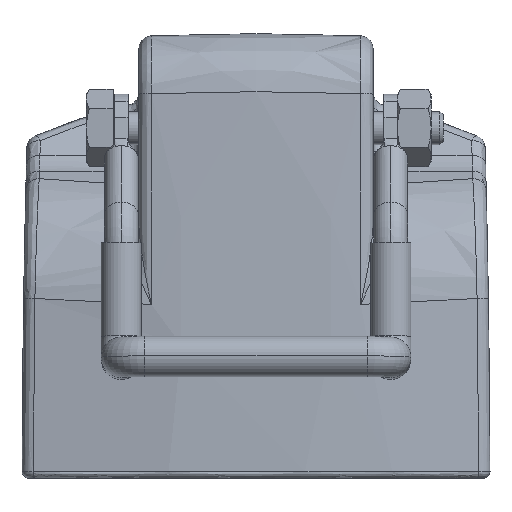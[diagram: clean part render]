
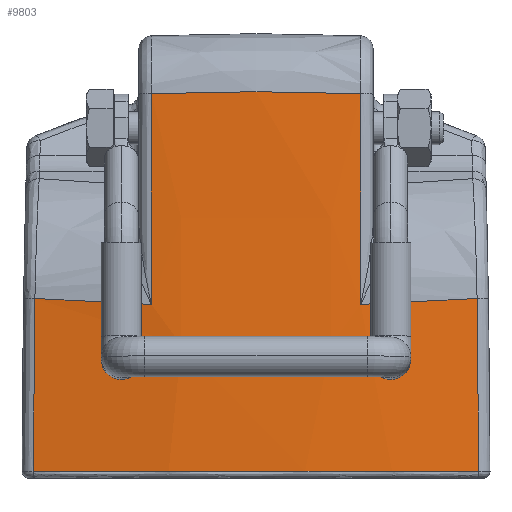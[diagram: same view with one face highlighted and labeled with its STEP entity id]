
A CAD part, top view. The second image highlights one B-rep face of the part: STEP entity #9803.
In plain terms, the highlighted free-form (B-spline) face has degree [3, 3] with [4, 4] control points.
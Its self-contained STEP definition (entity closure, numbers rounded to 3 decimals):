
#8 =( BOUNDED_CURVE ( )  B_SPLINE_CURVE ( 3, ( #1761, #3315, #186, #8007 ),
 .UNSPECIFIED., .F., .F. ) 
 B_SPLINE_CURVE_WITH_KNOTS ( ( 4, 4 ),
 ( 0., 0.031 ),
 .UNSPECIFIED. ) 
 CURVE ( )  GEOMETRIC_REPRESENTATION_ITEM ( )  RATIONAL_B_SPLINE_CURVE ( ( 0.992, 0.992, 0.992, 0.992 ) ) 
 REPRESENTATION_ITEM ( '' )  );
#64 = CARTESIAN_POINT ( 'NONE',  ( 5.526, -50.986, 14.78 ) ) ;
#118 = VERTEX_POINT ( 'NONE', #1076 ) ;
#119 = CARTESIAN_POINT ( 'NONE',  ( -22.116, -50.986, 13.704 ) ) ;
#186 = CARTESIAN_POINT ( 'NONE',  ( 15.553, -5.337, 13.117 ) ) ;
#354 = CARTESIAN_POINT ( 'NONE',  ( -15.553, 5.094, 12.679 ) ) ;
#403 = CARTESIAN_POINT ( 'NONE',  ( 15.553, 5.094, 12.679 ) ) ;
#498 = CARTESIAN_POINT ( 'NONE',  ( 13.51, 20.049, 13.937 ) ) ;
#539 = CARTESIAN_POINT ( 'NONE',  ( 40., -59.984, 10.959 ) ) ;
#808 = CARTESIAN_POINT ( 'NONE',  ( 21.346, -26.018, 13.296 ) ) ;
#844 = CARTESIAN_POINT ( 'NONE',  ( 27.113, -25.722, 12.595 ) ) ;
#889 = EDGE_CURVE ( 'NONE', #1132, #9602, #1633, .T. ) ;
#922 = CARTESIAN_POINT ( 'NONE',  ( -15.553, -26.208, 13.747 ) ) ;
#1076 = CARTESIAN_POINT ( 'NONE',  ( -32.833, -25.321, 11.646 ) ) ;
#1131 = CARTESIAN_POINT ( 'NONE',  ( -32.833, -25.321, 11.646 ) ) ;
#1132 = VERTEX_POINT ( 'NONE', #3144 ) ;
#1161 = EDGE_CURVE ( 'NONE', #5182, #1655, #4601, .T. ) ;
#1455 = ORIENTED_EDGE ( 'NONE', *, *, #2049, .T. ) ;
#1602 = ORIENTED_EDGE ( 'NONE', *, *, #1161, .T. ) ;
#1633 = B_SPLINE_CURVE_WITH_KNOTS ( 'NONE', 3,
 ( #4752, #8606, #119, #8640, #5510, #7836, #4697, #3974, #64, #6281, #4802, #2525, #5456, #8582 ),
 .UNSPECIFIED., .F., .F.,
 ( 4, 2, 2, 2, 2, 2, 4 ),
 ( 0., 0.017, 0.025, 0.033, 0.041, 0.05, 0.066 ),
 .UNSPECIFIED. ) ;
#1655 = VERTEX_POINT ( 'NONE', #6424 ) ;
#1761 = CARTESIAN_POINT ( 'NONE',  ( 15.553, -26.208, 13.747 ) ) ;
#1823 = CARTESIAN_POINT ( 'NONE',  ( -40., -59.984, 10.959 ) ) ;
#1859 = CARTESIAN_POINT ( 'NONE',  ( -5.195, 5.379, 13.264 ) ) ;
#2002 = CARTESIAN_POINT ( 'NONE',  ( 33.076, -50.987, 12.124 ) ) ;
#2049 = EDGE_CURVE ( 'NONE', #1655, #6580, #8, .T. ) ;
#2118 = CARTESIAN_POINT ( 'NONE',  ( 13.51, -6.618, 15.259 ) ) ;
#2190 = CARTESIAN_POINT ( 'NONE',  ( -15.553, -5.337, 13.117 ) ) ;
#2371 = FACE_OUTER_BOUND ( 'NONE', #9837, .T. ) ;
#2380 = EDGE_CURVE ( 'NONE', #5288, #5926, #8255, .T. ) ;
#2473 = CARTESIAN_POINT ( 'NONE',  ( 15.553, 5.094, 12.679 ) ) ;
#2525 = CARTESIAN_POINT ( 'NONE',  ( 22.108, -50.986, 13.705 ) ) ;
#2795 = CARTESIAN_POINT ( 'NONE',  ( 40., -6.74, 9.935 ) ) ;
#2988 = ORIENTED_EDGE ( 'NONE', *, *, #7122, .T. ) ;
#3144 = CARTESIAN_POINT ( 'NONE',  ( -33.076, -50.987, 12.124 ) ) ;
#3278 = CARTESIAN_POINT ( 'NONE',  ( 32.833, -25.321, 11.646 ) ) ;
#3315 = CARTESIAN_POINT ( 'NONE',  ( 15.553, -15.771, 13.473 ) ) ;
#3317 = CARTESIAN_POINT ( 'NONE',  ( 33.05, -42.43, 12.011 ) ) ;
#3448 = CARTESIAN_POINT ( 'NONE',  ( -10.379, 5.284, 13.069 ) ) ;
#3543 = CARTESIAN_POINT ( 'NONE',  ( 13.51, -60.005, 16.283 ) ) ;
#3594 = ORIENTED_EDGE ( 'NONE', *, *, #889, .T. ) ;
#3681 = CARTESIAN_POINT ( 'NONE',  ( -15.553, -26.208, 13.747 ) ) ;
#3974 = CARTESIAN_POINT ( 'NONE',  ( 2.759, -50.986, 14.837 ) ) ;
#3989 = CARTESIAN_POINT ( 'NONE',  ( 32.833, -25.321, 11.646 ) ) ;
#4161 = CARTESIAN_POINT ( 'NONE',  ( 5.195, 5.379, 13.264 ) ) ;
#4395 = CARTESIAN_POINT ( 'NONE',  ( -32.969, -33.874, 11.852 ) ) ;
#4452 = CARTESIAN_POINT ( 'NONE',  ( -15.553, 5.094, 12.679 ) ) ;
#4601 = B_SPLINE_CURVE_WITH_KNOTS ( 'NONE', 3,
 ( #3989, #844, #808, #7766 ),
 .UNSPECIFIED., .F., .F.,
 ( 4, 4 ),
 ( 0.002, 0.019 ),
 .UNSPECIFIED. ) ;
#4697 = CARTESIAN_POINT ( 'NONE',  ( -2.777, -50.986, 14.837 ) ) ;
#4752 = CARTESIAN_POINT ( 'NONE',  ( -33.076, -50.987, 12.124 ) ) ;
#4802 = CARTESIAN_POINT ( 'NONE',  ( 13.827, -50.986, 14.384 ) ) ;
#4837 =( BOUNDED_SURFACE ( )  B_SPLINE_SURFACE ( 3, 3, ( 
 ( #1823, #9764, #5049, #5123 ),
 ( #8318, #5149, #5843, #9011 ),
 ( #3543, #8191, #2118, #498 ),
 ( #539, #7418, #2795, #6621 ) ),
 .UNSPECIFIED., .F., .F., .T. ) 
 B_SPLINE_SURFACE_WITH_KNOTS ( ( 4, 4 ),
 ( 4, 4 ),
 ( 0., 1. ),
 ( 0., 1. ),
 .UNSPECIFIED. ) 
 GEOMETRIC_REPRESENTATION_ITEM ( )  RATIONAL_B_SPLINE_SURFACE ( (
 ( 1., 1., 1., 1.),
 ( 0.987, 0.987, 0.987, 0.987),
 ( 0.987, 0.987, 0.987, 0.987),
 ( 1., 1., 1., 1.) ) ) 
 REPRESENTATION_ITEM ( '' )  SURFACE ( )  );
#4897 = ORIENTED_EDGE ( 'NONE', *, *, #8265, .T. ) ;
#5049 = CARTESIAN_POINT ( 'NONE',  ( -40., -6.74, 9.935 ) ) ;
#5102 = CARTESIAN_POINT ( 'NONE',  ( -33.05, -42.43, 12.011 ) ) ;
#5123 = CARTESIAN_POINT ( 'NONE',  ( -40., 19.855, 8.616 ) ) ;
#5149 = CARTESIAN_POINT ( 'NONE',  ( -13.51, -33.307, 16.041 ) ) ;
#5182 = VERTEX_POINT ( 'NONE', #6506 ) ;
#5204 = B_SPLINE_CURVE_WITH_KNOTS ( 'NONE', 3,
 ( #1131, #4395, #5102, #7432 ),
 .UNSPECIFIED., .F., .F.,
 ( 4, 4 ),
 ( 0., 0.026 ),
 .UNSPECIFIED. ) ;
#5277 = EDGE_CURVE ( 'NONE', #118, #1132, #5204, .T. ) ;
#5288 = VERTEX_POINT ( 'NONE', #354 ) ;
#5456 = CARTESIAN_POINT ( 'NONE',  ( 27.607, -50.986, 13.027 ) ) ;
#5508 = B_SPLINE_CURVE_WITH_KNOTS ( 'NONE', 3,
 ( #2002, #3317, #5625, #3278 ),
 .UNSPECIFIED., .F., .F.,
 ( 4, 4 ),
 ( 0.001, 0.027 ),
 .UNSPECIFIED. ) ;
#5510 = CARTESIAN_POINT ( 'NONE',  ( -11.083, -50.986, 14.553 ) ) ;
#5524 = CARTESIAN_POINT ( 'NONE',  ( -15.553, -26.208, 13.747 ) ) ;
#5625 = CARTESIAN_POINT ( 'NONE',  ( 32.969, -33.874, 11.852 ) ) ;
#5709 = CARTESIAN_POINT ( 'NONE',  ( -15.553, 5.094, 12.679 ) ) ;
#5843 = CARTESIAN_POINT ( 'NONE',  ( -13.51, -6.618, 15.259 ) ) ;
#5926 = VERTEX_POINT ( 'NONE', #5524 ) ;
#6281 = CARTESIAN_POINT ( 'NONE',  ( 11.059, -50.986, 14.554 ) ) ;
#6304 = ORIENTED_EDGE ( 'NONE', *, *, #2380, .T. ) ;
#6413 = CARTESIAN_POINT ( 'NONE',  ( -32.833, -25.321, 11.646 ) ) ;
#6424 = CARTESIAN_POINT ( 'NONE',  ( 15.553, -26.208, 13.747 ) ) ;
#6506 = CARTESIAN_POINT ( 'NONE',  ( 32.833, -25.321, 11.646 ) ) ;
#6529 = CARTESIAN_POINT ( 'NONE',  ( 10.379, 5.284, 13.069 ) ) ;
#6580 = VERTEX_POINT ( 'NONE', #2473 ) ;
#6621 = CARTESIAN_POINT ( 'NONE',  ( 40., 19.855, 8.616 ) ) ;
#6712 = B_SPLINE_CURVE_WITH_KNOTS ( 'NONE', 3,
 ( #922, #7062, #7871, #6413 ),
 .UNSPECIFIED., .F., .F.,
 ( 4, 4 ),
 ( -0.002, 0.016 ),
 .UNSPECIFIED. ) ;
#7062 = CARTESIAN_POINT ( 'NONE',  ( -21.346, -26.018, 13.296 ) ) ;
#7122 = EDGE_CURVE ( 'NONE', #5926, #118, #6712, .T. ) ;
#7418 = CARTESIAN_POINT ( 'NONE',  ( 40., -33.357, 10.716 ) ) ;
#7432 = CARTESIAN_POINT ( 'NONE',  ( -33.076, -50.987, 12.124 ) ) ;
#7623 = CARTESIAN_POINT ( 'NONE',  ( -15.553, -15.771, 13.473 ) ) ;
#7766 = CARTESIAN_POINT ( 'NONE',  ( 15.553, -26.208, 13.747 ) ) ;
#7800 = B_SPLINE_CURVE_WITH_KNOTS ( 'NONE', 3,
 ( #403, #6529, #4161, #1859, #3448, #5709 ),
 .UNSPECIFIED., .F., .F.,
 ( 4, 2, 4 ),
 ( 0.002, 0.017, 0.033 ),
 .UNSPECIFIED. ) ;
#7836 = CARTESIAN_POINT ( 'NONE',  ( -5.547, -50.986, 14.78 ) ) ;
#7871 = CARTESIAN_POINT ( 'NONE',  ( -27.113, -25.722, 12.595 ) ) ;
#8007 = CARTESIAN_POINT ( 'NONE',  ( 15.553, 5.094, 12.679 ) ) ;
#8017 = ORIENTED_EDGE ( 'NONE', *, *, #5277, .T. ) ;
#8191 = CARTESIAN_POINT ( 'NONE',  ( 13.51, -33.307, 16.041 ) ) ;
#8255 =( BOUNDED_CURVE ( )  B_SPLINE_CURVE ( 3, ( #4452, #2190, #7623, #3681 ),
 .UNSPECIFIED., .F., .F. ) 
 B_SPLINE_CURVE_WITH_KNOTS ( ( 4, 4 ),
 ( 0., 0.031 ),
 .UNSPECIFIED. ) 
 CURVE ( )  GEOMETRIC_REPRESENTATION_ITEM ( )  RATIONAL_B_SPLINE_CURVE ( ( 0.992, 0.992, 0.992, 0.992 ) ) 
 REPRESENTATION_ITEM ( '' )  );
#8265 = EDGE_CURVE ( 'NONE', #9602, #5182, #5508, .T. ) ;
#8318 = CARTESIAN_POINT ( 'NONE',  ( -13.51, -60.005, 16.283 ) ) ;
#8582 = CARTESIAN_POINT ( 'NONE',  ( 33.076, -50.987, 12.124 ) ) ;
#8606 = CARTESIAN_POINT ( 'NONE',  ( -27.607, -50.986, 13.027 ) ) ;
#8640 = CARTESIAN_POINT ( 'NONE',  ( -13.846, -50.986, 14.383 ) ) ;
#9011 = CARTESIAN_POINT ( 'NONE',  ( -13.51, 20.049, 13.937 ) ) ;
#9213 = ORIENTED_EDGE ( 'NONE', *, *, #9761, .T. ) ;
#9249 = CARTESIAN_POINT ( 'NONE',  ( 33.076, -50.987, 12.124 ) ) ;
#9602 = VERTEX_POINT ( 'NONE', #9249 ) ;
#9761 = EDGE_CURVE ( 'NONE', #6580, #5288, #7800, .T. ) ;
#9764 = CARTESIAN_POINT ( 'NONE',  ( -40., -33.357, 10.716 ) ) ;
#9803 = ADVANCED_FACE ( 'NONE', ( #2371 ), #4837, .T. ) ;
#9837 = EDGE_LOOP ( 'NONE', ( #8017, #3594, #4897, #1602, #1455, #9213, #6304, #2988 ) ) ;
